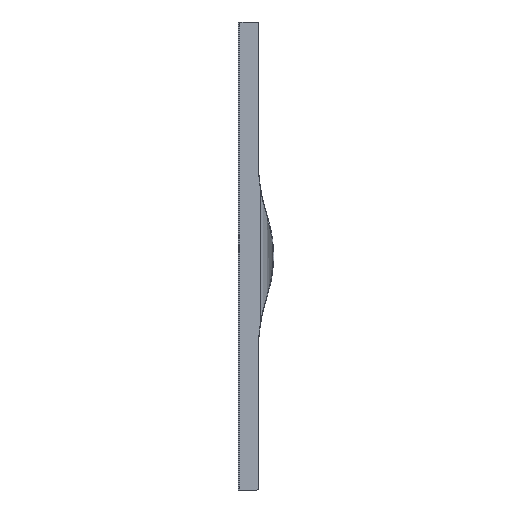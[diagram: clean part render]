
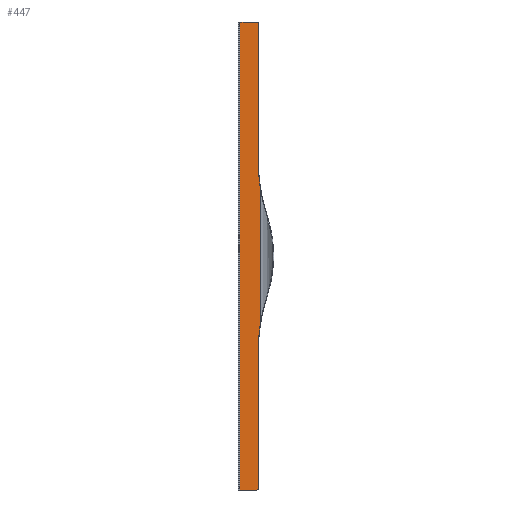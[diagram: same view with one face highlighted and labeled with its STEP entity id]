
A CAD part, front view. The second image highlights one B-rep face of the part: STEP entity #447.
In plain terms, the highlighted planar face has unit normal (0, -1, 0).
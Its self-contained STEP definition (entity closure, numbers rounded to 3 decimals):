
#31=PLANE('',#498);
#41=FACE_OUTER_BOUND('',#67,.T.);
#67=EDGE_LOOP('',(#324,#325,#326,#327,#328,#329,#330,#331,#332,#333));
#115=LINE('',#697,#148);
#119=LINE('',#705,#152);
#120=LINE('',#709,#153);
#121=LINE('',#713,#154);
#122=LINE('',#717,#155);
#123=LINE('',#718,#156);
#148=VECTOR('',#561,10.);
#152=VECTOR('',#567,10.);
#153=VECTOR('',#570,10.);
#154=VECTOR('',#573,10.);
#155=VECTOR('',#576,10.);
#156=VECTOR('',#577,10.);
#173=CIRCLE('',#491,1.5);
#178=CIRCLE('',#499,196.779);
#179=CIRCLE('',#500,196.779);
#180=CIRCLE('',#501,1.5);
#195=VERTEX_POINT('',#662);
#196=VERTEX_POINT('',#663);
#208=VERTEX_POINT('',#696);
#211=VERTEX_POINT('',#704);
#212=VERTEX_POINT('',#706);
#213=VERTEX_POINT('',#708);
#214=VERTEX_POINT('',#710);
#215=VERTEX_POINT('',#712);
#216=VERTEX_POINT('',#714);
#217=VERTEX_POINT('',#716);
#237=EDGE_CURVE('',#195,#196,#173,.T.);
#251=EDGE_CURVE('',#196,#208,#115,.T.);
#255=EDGE_CURVE('',#211,#195,#119,.T.);
#256=EDGE_CURVE('',#212,#211,#178,.T.);
#257=EDGE_CURVE('',#212,#213,#120,.T.);
#258=EDGE_CURVE('',#214,#213,#179,.T.);
#259=EDGE_CURVE('',#215,#214,#121,.T.);
#260=EDGE_CURVE('',#216,#215,#180,.T.);
#261=EDGE_CURVE('',#217,#216,#122,.T.);
#262=EDGE_CURVE('',#208,#217,#123,.T.);
#324=ORIENTED_EDGE('',*,*,#237,.F.);
#325=ORIENTED_EDGE('',*,*,#255,.F.);
#326=ORIENTED_EDGE('',*,*,#256,.F.);
#327=ORIENTED_EDGE('',*,*,#257,.T.);
#328=ORIENTED_EDGE('',*,*,#258,.F.);
#329=ORIENTED_EDGE('',*,*,#259,.F.);
#330=ORIENTED_EDGE('',*,*,#260,.F.);
#331=ORIENTED_EDGE('',*,*,#261,.F.);
#332=ORIENTED_EDGE('',*,*,#262,.F.);
#333=ORIENTED_EDGE('',*,*,#251,.F.);
#447=ADVANCED_FACE('',(#41),#31,.T.);
#491=AXIS2_PLACEMENT_3D('',#664,#539,#540);
#498=AXIS2_PLACEMENT_3D('',#703,#565,#566);
#499=AXIS2_PLACEMENT_3D('',#707,#568,#569);
#500=AXIS2_PLACEMENT_3D('',#711,#571,#572);
#501=AXIS2_PLACEMENT_3D('',#715,#574,#575);
#539=DIRECTION('center_axis',(0.,1.,0.));
#540=DIRECTION('ref_axis',(0.707,0.,-0.707));
#561=DIRECTION('',(-1.,0.,0.));
#565=DIRECTION('center_axis',(0.,-1.,0.));
#566=DIRECTION('ref_axis',(1.,0.,0.));
#567=DIRECTION('',(0.,0.,-1.));
#568=DIRECTION('center_axis',(0.,-1.,0.));
#569=DIRECTION('ref_axis',(-0.997,0.,0.082));
#570=DIRECTION('',(0.,0.,1.));
#571=DIRECTION('center_axis',(0.,-1.,0.));
#572=DIRECTION('ref_axis',(-0.997,0.,-0.082));
#573=DIRECTION('',(0.,0.,-1.));
#574=DIRECTION('center_axis',(0.,1.,0.));
#575=DIRECTION('ref_axis',(0.707,0.,0.707));
#576=DIRECTION('',(1.,0.,0.));
#577=DIRECTION('',(0.,0.,1.));
#662=CARTESIAN_POINT('',(20.8,12.5,0.752));
#663=CARTESIAN_POINT('',(19.5,12.5,0.));
#664=CARTESIAN_POINT('Origin',(19.5,12.5,1.5));
#696=CARTESIAN_POINT('',(1.5,12.5,0.));
#697=CARTESIAN_POINT('',(23.658,12.5,0.));
#703=CARTESIAN_POINT('Origin',(1.5,12.5,0.));
#704=CARTESIAN_POINT('',(20.8,12.5,145.));
#705=CARTESIAN_POINT('',(20.8,12.5,72.5));
#706=CARTESIAN_POINT('',(23.658,12.5,178.418));
#707=CARTESIAN_POINT('Origin',(217.579,12.5,145.));
#708=CARTESIAN_POINT('',(23.658,12.5,317.582));
#709=CARTESIAN_POINT('',(23.658,12.5,0.));
#710=CARTESIAN_POINT('',(20.8,12.5,351.));
#711=CARTESIAN_POINT('Origin',(217.579,12.5,351.));
#712=CARTESIAN_POINT('',(20.8,12.5,495.248));
#713=CARTESIAN_POINT('',(20.8,12.5,248.));
#714=CARTESIAN_POINT('',(19.5,12.5,496.));
#715=CARTESIAN_POINT('Origin',(19.5,12.5,494.5));
#716=CARTESIAN_POINT('',(1.5,12.5,496.));
#717=CARTESIAN_POINT('',(23.658,12.5,496.));
#718=CARTESIAN_POINT('',(1.5,12.5,0.));
